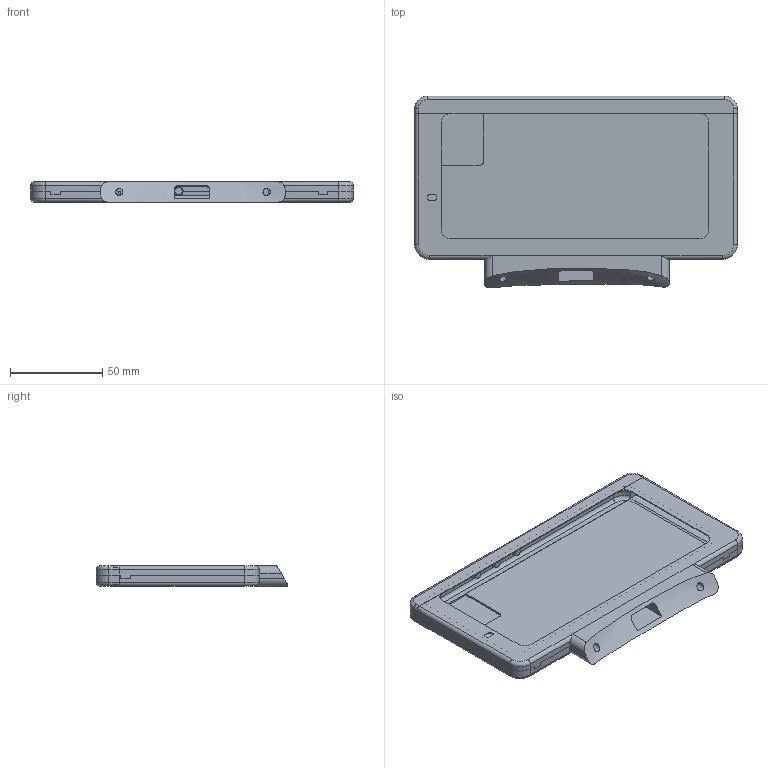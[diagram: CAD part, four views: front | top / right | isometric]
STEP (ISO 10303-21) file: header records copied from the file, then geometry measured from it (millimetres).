
FILE_DESCRIPTION(('HOOPS Exchange Step'),'2;1');
FILE_NAME('temp_export','2023-03-06T22:52:39+16:00',('mobile'),('Shapr3D Limited'),'HOOPS Exchange 2022.2','Shapr3D','Authorized');
FILE_SCHEMA( ('AUTOMOTIVE_DESIGN { 1 0 10303 214 1 1 1 1 }') );
Length unit declared in the file: millimetre
Products named in the file (2): buttons.step; root
Assembly tree (1 placements, depth 2):
  root
    buttons.step
Bounding box: 175 x 104.07 x 11 mm (x, y, z)
Volume: 54006.5 mm3; surface area: 55963.4 mm2
Topology: 7 solids, 7 shells, 301 faces, 801 edges, 523 vertices
Faces by surface type: plane 173, cylinder 105, torus 20, bspline 3
Full cylindrical faces by diameter (mm): 2 x2, 4 x5, 4.5 x3, 5 x2, 7 x3
Entity records: 13364 total; most frequent: CARTESIAN_POINT 5652, DIRECTION 1611, ORIENTED_EDGE 1608, EDGE_CURVE 804, AXIS2_PLACEMENT_3D 545, VERTEX_POINT 526, VECTOR 521, LINE 521
